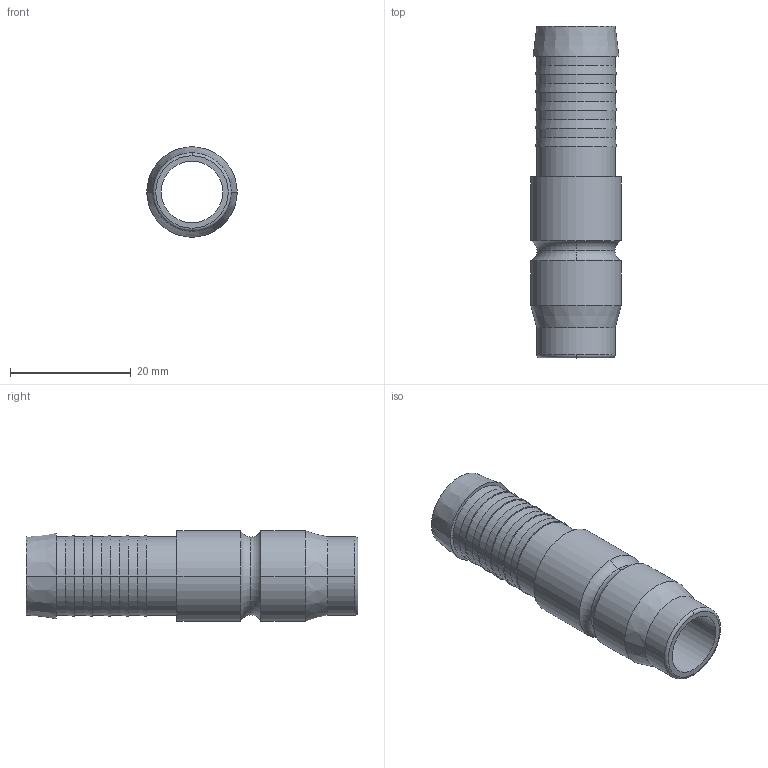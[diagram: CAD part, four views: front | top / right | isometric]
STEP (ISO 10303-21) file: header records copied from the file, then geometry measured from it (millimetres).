
FILE_DESCRIPTION(('STEP AP214'),'1');
FILE_NAME('esacg_13_ss.stp','2020-03-05T09:33:25',('TraceParts'),('TraceParts S.A.'),'Spatial InterOp 3D',' ',' ');
FILE_SCHEMA(('automotive_design'));
Length unit declared in the file: millimetre
Products named in the file (1): 1
Bounding box: 15 x 55 x 15 mm (x, y, z)
Volume: 3801.1 mm3; surface area: 4400.1 mm2
Topology: 1 solids, 1 shells, 49 faces, 105 edges, 65 vertices
Faces by surface type: cylinder 20, cone 14, plane 9, torus 6
Entity records: 1762 total; most frequent: DIRECTION 276, CARTESIAN_POINT 220, ORIENTED_EDGE 210, AXIS2_PLACEMENT_3D 121, EDGE_CURVE 105, CIRCLE 71, VERTEX_POINT 65, EDGE_LOOP 58
